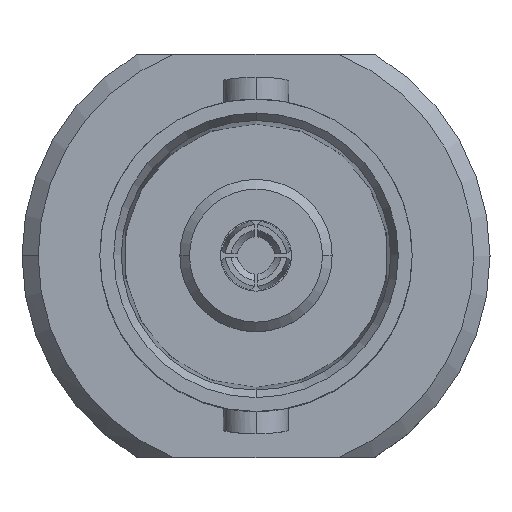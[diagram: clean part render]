
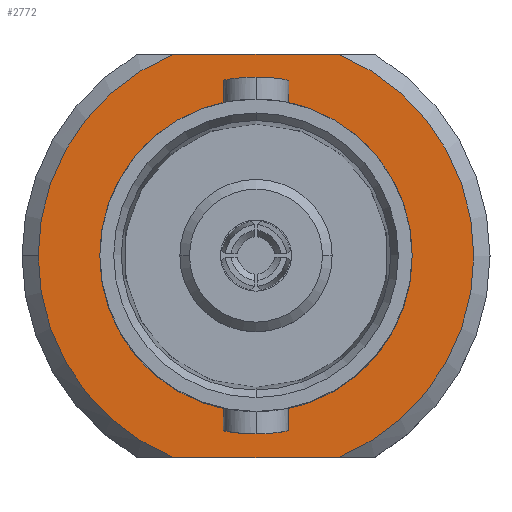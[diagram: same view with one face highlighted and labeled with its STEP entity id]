
A CAD part, top view. The second image highlights one B-rep face of the part: STEP entity #2772.
In plain terms, the highlighted planar face has unit normal (0, 0, 1).
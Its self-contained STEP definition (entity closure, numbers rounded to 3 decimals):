
#53 = ORIENTED_EDGE ( 'NONE', *, *, #2834, .F. ) ;
#175 = VERTEX_POINT ( 'NONE', #3618 ) ;
#204 = CARTESIAN_POINT ( 'NONE',  ( 4.84, 0., -11.3 ) ) ;
#358 = CARTESIAN_POINT ( 'NONE',  ( 2.55, -6.25, -11.3 ) ) ;
#537 = CIRCLE ( 'NONE', #693, 6.75 ) ;
#563 = DIRECTION ( 'NONE',  ( -1., 0., 0. ) ) ;
#569 = CARTESIAN_POINT ( 'NONE',  ( 0., 0., -11.3 ) ) ;
#570 = CARTESIAN_POINT ( 'NONE',  ( 7.25, -6.25, -11.3 ) ) ;
#616 = CARTESIAN_POINT ( 'NONE',  ( 0., 0., -11.3 ) ) ;
#693 = AXIS2_PLACEMENT_3D ( 'NONE', #4366, #2989, #2334 ) ;
#725 = DIRECTION ( 'NONE',  ( -1., 0., 0. ) ) ;
#820 = DIRECTION ( 'NONE',  ( -1., 0., 0. ) ) ;
#887 = AXIS2_PLACEMENT_3D ( 'NONE', #1658, #1187, #1411 ) ;
#947 = CIRCLE ( 'NONE', #4034, 4.84 ) ;
#1131 = AXIS2_PLACEMENT_3D ( 'NONE', #569, #3304, #725 ) ;
#1187 = DIRECTION ( 'NONE',  ( 0., 0., -1. ) ) ;
#1248 = DIRECTION ( 'NONE',  ( 0., 0., 1. ) ) ;
#1293 = CARTESIAN_POINT ( 'NONE',  ( 0., 0., -11.3 ) ) ;
#1411 = DIRECTION ( 'NONE',  ( -1., 0., 0. ) ) ;
#1518 = PLANE ( 'NONE',  #1131 ) ;
#1557 = ORIENTED_EDGE ( 'NONE', *, *, #3051, .T. ) ;
#1580 = DIRECTION ( 'NONE',  ( 1., 0., 0. ) ) ;
#1591 = DIRECTION ( 'NONE',  ( 0., 0., -1. ) ) ;
#1658 = CARTESIAN_POINT ( 'NONE',  ( 0., 0., -11.3 ) ) ;
#1939 = VERTEX_POINT ( 'NONE', #4588 ) ;
#2090 = CIRCLE ( 'NONE', #887, 4.84 ) ;
#2093 = VERTEX_POINT ( 'NONE', #3957 ) ;
#2334 = DIRECTION ( 'NONE',  ( -1., 0., 0. ) ) ;
#2449 = VERTEX_POINT ( 'NONE', #204 ) ;
#2620 = CARTESIAN_POINT ( 'NONE',  ( -7.25, 6.25, -11.3 ) ) ;
#2772 = ADVANCED_FACE ( 'NONE', ( #4656, #3568 ), #1518, .F. ) ;
#2834 = EDGE_CURVE ( 'NONE', #5427, #175, #4073, .T. ) ;
#2937 = AXIS2_PLACEMENT_3D ( 'NONE', #1293, #4050, #820 ) ;
#2989 = DIRECTION ( 'NONE',  ( 0., 0., 1. ) ) ;
#3026 = CARTESIAN_POINT ( 'NONE',  ( -6.75, 0., -11.3 ) ) ;
#3051 = EDGE_CURVE ( 'NONE', #2093, #2449, #2090, .T. ) ;
#3153 = VECTOR ( 'NONE', #563, 1000. ) ;
#3188 = CIRCLE ( 'NONE', #2937, 6.75 ) ;
#3282 = ORIENTED_EDGE ( 'NONE', *, *, #5720, .T. ) ;
#3304 = DIRECTION ( 'NONE',  ( 0., 0., -1. ) ) ;
#3418 = CARTESIAN_POINT ( 'NONE',  ( 0., 0., -11.3 ) ) ;
#3455 = CIRCLE ( 'NONE', #3772, 6.75 ) ;
#3476 = EDGE_CURVE ( 'NONE', #4521, #1939, #5603, .T. ) ;
#3568 = FACE_BOUND ( 'NONE', #5978, .T. ) ;
#3618 = CARTESIAN_POINT ( 'NONE',  ( 2.55, 6.25, -11.3 ) ) ;
#3727 = DIRECTION ( 'NONE',  ( -1., 0., 0. ) ) ;
#3772 = AXIS2_PLACEMENT_3D ( 'NONE', #3418, #1248, #5157 ) ;
#3957 = CARTESIAN_POINT ( 'NONE',  ( -4.84, 0., -11.3 ) ) ;
#3968 = VERTEX_POINT ( 'NONE', #3026 ) ;
#4034 = AXIS2_PLACEMENT_3D ( 'NONE', #616, #1591, #3727 ) ;
#4050 = DIRECTION ( 'NONE',  ( 0., 0., 1. ) ) ;
#4073 = LINE ( 'NONE', #2620, #4212 ) ;
#4097 = EDGE_CURVE ( 'NONE', #4521, #175, #537, .T. ) ;
#4131 = ORIENTED_EDGE ( 'NONE', *, *, #4097, .T. ) ;
#4212 = VECTOR ( 'NONE', #1580, 1000. ) ;
#4366 = CARTESIAN_POINT ( 'NONE',  ( 0., 0., -11.3 ) ) ;
#4521 = VERTEX_POINT ( 'NONE', #358 ) ;
#4588 = CARTESIAN_POINT ( 'NONE',  ( -2.55, -6.25, -11.3 ) ) ;
#4656 = FACE_OUTER_BOUND ( 'NONE', #5966, .T. ) ;
#4772 = EDGE_CURVE ( 'NONE', #2449, #2093, #947, .T. ) ;
#4972 = ORIENTED_EDGE ( 'NONE', *, *, #5555, .T. ) ;
#5150 = CARTESIAN_POINT ( 'NONE',  ( -2.55, 6.25, -11.3 ) ) ;
#5157 = DIRECTION ( 'NONE',  ( -1., 0., 0. ) ) ;
#5427 = VERTEX_POINT ( 'NONE', #5150 ) ;
#5555 = EDGE_CURVE ( 'NONE', #5427, #3968, #3455, .T. ) ;
#5603 = LINE ( 'NONE', #570, #3153 ) ;
#5720 = EDGE_CURVE ( 'NONE', #3968, #1939, #3188, .T. ) ;
#5776 = ORIENTED_EDGE ( 'NONE', *, *, #4772, .T. ) ;
#5966 = EDGE_LOOP ( 'NONE', ( #4972, #3282, #6001, #4131, #53 ) ) ;
#5978 = EDGE_LOOP ( 'NONE', ( #5776, #1557 ) ) ;
#6001 = ORIENTED_EDGE ( 'NONE', *, *, #3476, .F. ) ;
